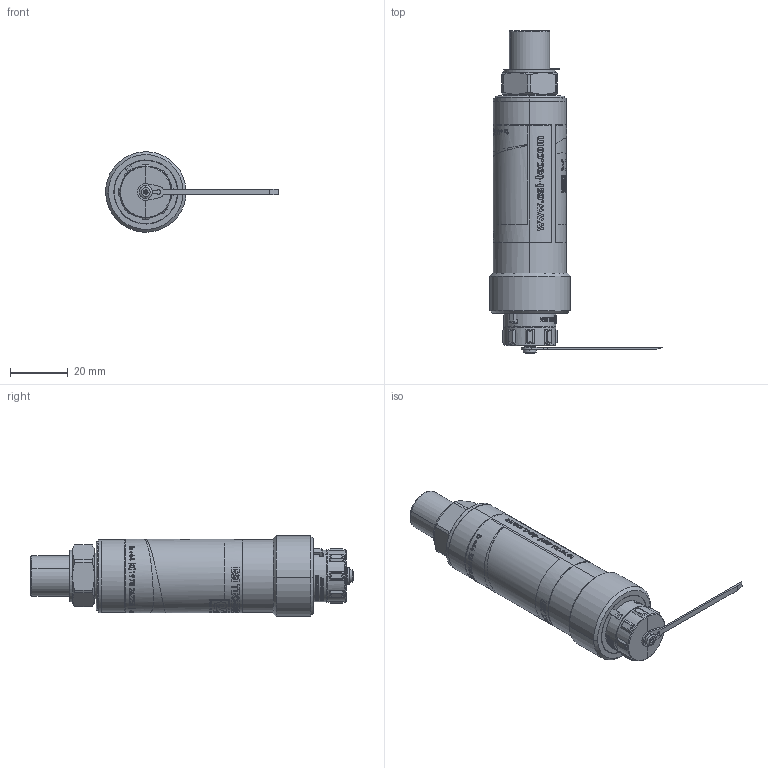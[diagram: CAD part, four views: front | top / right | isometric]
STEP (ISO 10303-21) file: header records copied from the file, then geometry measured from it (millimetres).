
FILE_DESCRIPTION(('Creo Elements/Direct Modeling STEP Export'),'2;1');
FILE_NAME('GD4200-USB-AB.stp','2017-07-14T11:28:29',(''),(''),'PTC Creo Elements/Direct Modeling STEP processor for AP214 (Solid Model)','PTC Creo Elements/Direct Modeling 19.0E 27-Jun-2016 (C) Parametric Technology GmbH','');
FILE_SCHEMA(('AUTOMOTIVE_DESIGN { 1 0 10303 214 1 1 1 1 }'));
Length unit declared in the file: millimetre
Products named in the file (6): BULGIN-PX0480; BULGIN-PX0443; GD4200-USB-LABEL; GD4200-USB-MAIN_BODY_DE_THREAD_CAP; GD4200-USB-MAIN_BODY_DE; GD4200-USB-DE
Assembly tree (5 placements, depth 2):
  GD4200-USB-DE
    GD4200-USB-MAIN_BODY_DE
    GD4200-USB-MAIN_BODY_DE_THREAD_CAP
    GD4200-USB-LABEL
    BULGIN-PX0443
    BULGIN-PX0480
Bounding box: 60.07 x 112.15 x 27.99 mm (x, y, z)
Volume: 45791.8 mm3; surface area: 22210.9 mm2
Topology: 5 solids, 5 shells, 1189 faces, 6991 edges, 5972 vertices
Faces by surface type: plane 385, cylinder 340, extrusion 297, torus 58, cone 54, sphere 32, bspline 23
Entity records: 110183 total; most frequent: CARTESIAN_POINT 60922, ORIENTED_EDGE 13918, EDGE_CURVE 6959, VERTEX_POINT 5974, B_SPLINE_CURVE_WITH_KNOTS 5381, DIRECTION 3996, VECTOR 1476, EDGE_LOOP 1393
